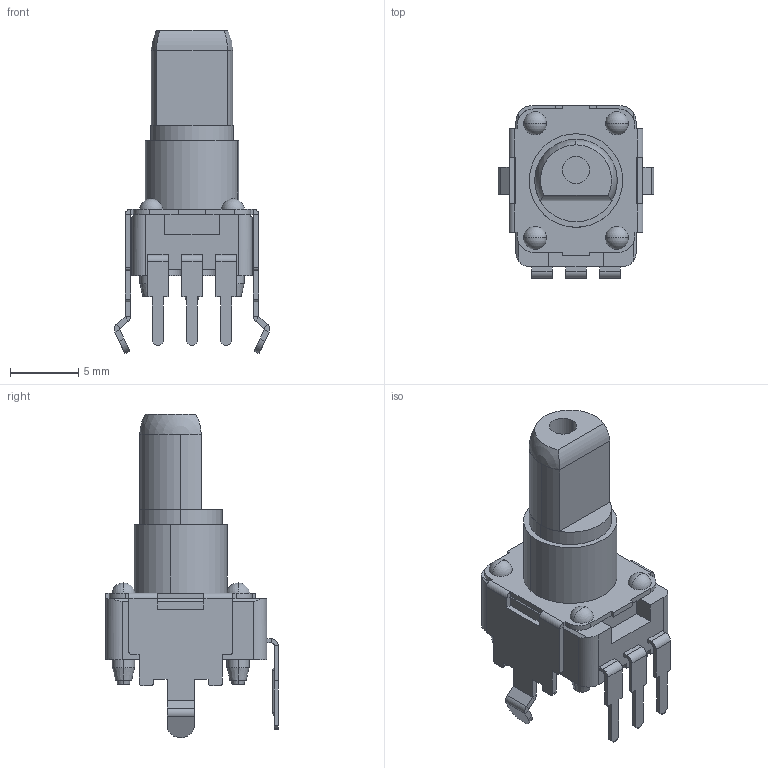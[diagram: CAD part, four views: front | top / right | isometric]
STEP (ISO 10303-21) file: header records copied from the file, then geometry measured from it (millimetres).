
FILE_DESCRIPTION (( 'STEP AP214' ), '1' );
FILE_NAME ('RK09D1130-20.STEP', '2011-12-20T03:26:27', ( '' ), ( '' ), 'SwSTEP 2.0', 'SolidWorks 2010', '' );
FILE_SCHEMA (( 'AUTOMOTIVE_DESIGN' ));
Length unit declared in the file: millimetre
Products named in the file (1): RK09D1130-20
Bounding box: 11.4 x 12.65 x 23.7 mm (x, y, z)
Volume: 921 mm3; surface area: 1011.2 mm2
Topology: 1 solids, 1 shells, 295 faces, 728 edges, 440 vertices
Faces by surface type: plane 180, cylinder 77, cone 22, sphere 16
Entity records: 11771 total; most frequent: DIRECTION 1502, CARTESIAN_POINT 1470, ORIENTED_EDGE 1424, EDGE_CURVE 712, VECTOR 502, LINE 502, AXIS2_PLACEMENT_3D 500, VERTEX_POINT 440
